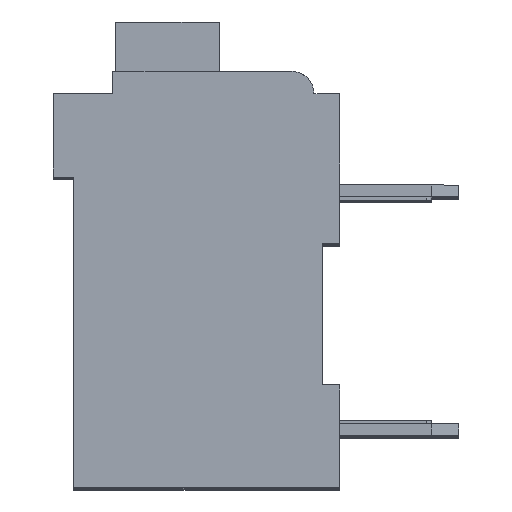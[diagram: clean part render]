
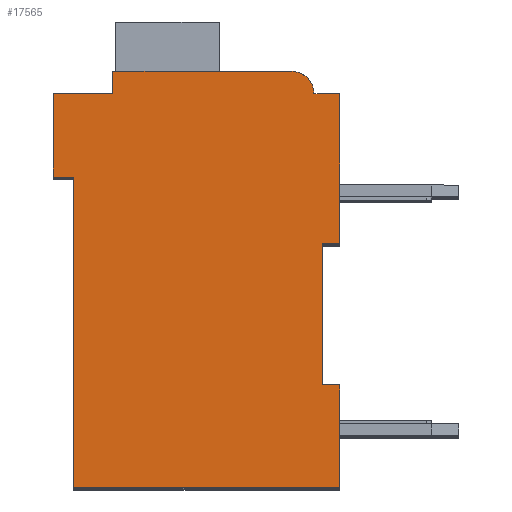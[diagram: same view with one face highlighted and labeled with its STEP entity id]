
A CAD part, top view. The second image highlights one B-rep face of the part: STEP entity #17565.
In plain terms, the highlighted planar face has unit normal (0, 0, 1).
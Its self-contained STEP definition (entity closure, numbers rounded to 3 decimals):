
#1986=DIRECTION('',(1.,0.,0.));
#1987=VECTOR('',#1986,0.5);
#1988=CARTESIAN_POINT('',(7.3,7.15,2.1));
#1989=LINE('',#1988,#1987);
#1990=DIRECTION('',(0.,1.,0.));
#1991=VECTOR('',#1990,4.15);
#1992=CARTESIAN_POINT('',(7.3,3.,2.1));
#1993=LINE('',#1992,#1991);
#1994=DIRECTION('',(-1.,0.,0.));
#1995=VECTOR('',#1994,0.5);
#1996=CARTESIAN_POINT('',(7.8,3.,2.1));
#1997=LINE('',#1996,#1995);
#1998=DIRECTION('',(0.,1.,0.));
#1999=VECTOR('',#1998,3.);
#2000=CARTESIAN_POINT('',(7.8,0.,2.1));
#2001=LINE('',#2000,#1999);
#2002=DIRECTION('',(1.,0.,0.));
#2003=VECTOR('',#2002,7.8);
#2004=CARTESIAN_POINT('',(0.,0.,2.1));
#2005=LINE('',#2004,#2003);
#2006=DIRECTION('',(0.,-1.,0.));
#2007=VECTOR('',#2006,9.1);
#2008=CARTESIAN_POINT('',(0.,9.1,2.1));
#2009=LINE('',#2008,#2007);
#2010=DIRECTION('',(1.,0.,0.));
#2011=VECTOR('',#2010,0.6);
#2012=CARTESIAN_POINT('',(-0.6,9.1,2.1));
#2013=LINE('',#2012,#2011);
#2014=DIRECTION('',(0.,-1.,0.));
#2015=VECTOR('',#2014,2.45);
#2016=CARTESIAN_POINT('',(-0.6,11.55,2.1));
#2017=LINE('',#2016,#2015);
#2018=DIRECTION('',(-1.,0.,0.));
#2019=VECTOR('',#2018,1.75);
#2020=CARTESIAN_POINT('',(1.15,11.55,2.1));
#2021=LINE('',#2020,#2019);
#2022=DIRECTION('',(0.,-1.,0.));
#2023=VECTOR('',#2022,0.65);
#2024=CARTESIAN_POINT('',(1.15,12.2,2.1));
#2025=LINE('',#2024,#2023);
#2026=DIRECTION('',(-1.,0.,0.));
#2027=VECTOR('',#2026,5.25);
#2028=CARTESIAN_POINT('',(6.4,12.2,2.1));
#2029=LINE('',#2028,#2027);
#2030=CARTESIAN_POINT('',(6.4,11.55,2.1));
#2031=DIRECTION('',(0.,0.,1.));
#2032=DIRECTION('',(1.,0.,0.));
#2033=AXIS2_PLACEMENT_3D('',#2030,#2031,#2032);
#2035=DIRECTION('',(-1.,0.,0.));
#2036=VECTOR('',#2035,0.75);
#2037=CARTESIAN_POINT('',(7.8,11.55,2.1));
#2038=LINE('',#2037,#2036);
#2039=DIRECTION('',(0.,1.,0.));
#2040=VECTOR('',#2039,4.4);
#2041=CARTESIAN_POINT('',(7.8,7.15,2.1));
#2042=LINE('',#2041,#2040);
#12171=CARTESIAN_POINT('',(7.3,7.15,2.1));
#12172=CARTESIAN_POINT('',(7.8,7.15,2.1));
#12173=VERTEX_POINT('',#12171);
#12174=VERTEX_POINT('',#12172);
#12175=CARTESIAN_POINT('',(7.8,11.55,2.1));
#12176=VERTEX_POINT('',#12175);
#12177=CARTESIAN_POINT('',(7.05,11.55,2.1));
#12178=VERTEX_POINT('',#12177);
#12179=CARTESIAN_POINT('',(6.4,12.2,2.1));
#12180=VERTEX_POINT('',#12179);
#12181=CARTESIAN_POINT('',(1.15,12.2,2.1));
#12182=VERTEX_POINT('',#12181);
#12183=CARTESIAN_POINT('',(1.15,11.55,2.1));
#12184=VERTEX_POINT('',#12183);
#12185=CARTESIAN_POINT('',(-0.6,11.55,2.1));
#12186=VERTEX_POINT('',#12185);
#12187=CARTESIAN_POINT('',(-0.6,9.1,2.1));
#12188=VERTEX_POINT('',#12187);
#12189=CARTESIAN_POINT('',(0.,9.1,2.1));
#12190=VERTEX_POINT('',#12189);
#12191=CARTESIAN_POINT('',(0.,0.,2.1));
#12192=VERTEX_POINT('',#12191);
#12193=CARTESIAN_POINT('',(7.8,0.,2.1));
#12194=VERTEX_POINT('',#12193);
#12195=CARTESIAN_POINT('',(7.8,3.,2.1));
#12196=VERTEX_POINT('',#12195);
#12197=CARTESIAN_POINT('',(7.3,3.,2.1));
#12198=VERTEX_POINT('',#12197);
#17535=CARTESIAN_POINT('',(0.,0.,2.1));
#17536=DIRECTION('',(0.,0.,1.));
#17537=DIRECTION('',(1.,0.,0.));
#17538=AXIS2_PLACEMENT_3D('',#17535,#17536,#17537);
#17539=PLANE('',#17538);
#17540=ORIENTED_EDGE('',*,*,#15988,.F.);
#17541=ORIENTED_EDGE('',*,*,#16610,.F.);
#17543=ORIENTED_EDGE('',*,*,#17542,.F.);
#17545=ORIENTED_EDGE('',*,*,#17544,.F.);
#17546=ORIENTED_EDGE('',*,*,#17219,.F.);
#17547=ORIENTED_EDGE('',*,*,#17104,.F.);
#17549=ORIENTED_EDGE('',*,*,#17548,.F.);
#17551=ORIENTED_EDGE('',*,*,#17550,.F.);
#17553=ORIENTED_EDGE('',*,*,#17552,.F.);
#17555=ORIENTED_EDGE('',*,*,#17554,.F.);
#17557=ORIENTED_EDGE('',*,*,#17556,.F.);
#17559=ORIENTED_EDGE('',*,*,#17558,.F.);
#17561=ORIENTED_EDGE('',*,*,#17560,.F.);
#17562=ORIENTED_EDGE('',*,*,#16326,.F.);
#17563=EDGE_LOOP('',(#17540,#17541,#17543,#17545,#17546,#17547,#17549,#17551,
#17553,#17555,#17557,#17559,#17561,#17562));
#17564=FACE_OUTER_BOUND('',#17563,.F.);
#2034=CIRCLE('',#2033,0.65);
#15988=EDGE_CURVE('',#12173,#12174,#1989,.T.);
#16326=EDGE_CURVE('',#12174,#12176,#2042,.T.);
#16610=EDGE_CURVE('',#12198,#12173,#1993,.T.);
#17104=EDGE_CURVE('',#12190,#12192,#2009,.T.);
#17219=EDGE_CURVE('',#12192,#12194,#2005,.T.);
#17542=EDGE_CURVE('',#12196,#12198,#1997,.T.);
#17544=EDGE_CURVE('',#12194,#12196,#2001,.T.);
#17548=EDGE_CURVE('',#12188,#12190,#2013,.T.);
#17550=EDGE_CURVE('',#12186,#12188,#2017,.T.);
#17552=EDGE_CURVE('',#12184,#12186,#2021,.T.);
#17554=EDGE_CURVE('',#12182,#12184,#2025,.T.);
#17556=EDGE_CURVE('',#12180,#12182,#2029,.T.);
#17558=EDGE_CURVE('',#12178,#12180,#2034,.T.);
#17560=EDGE_CURVE('',#12176,#12178,#2038,.T.);
#17565=ADVANCED_FACE('',(#17564),#17539,.T.);
